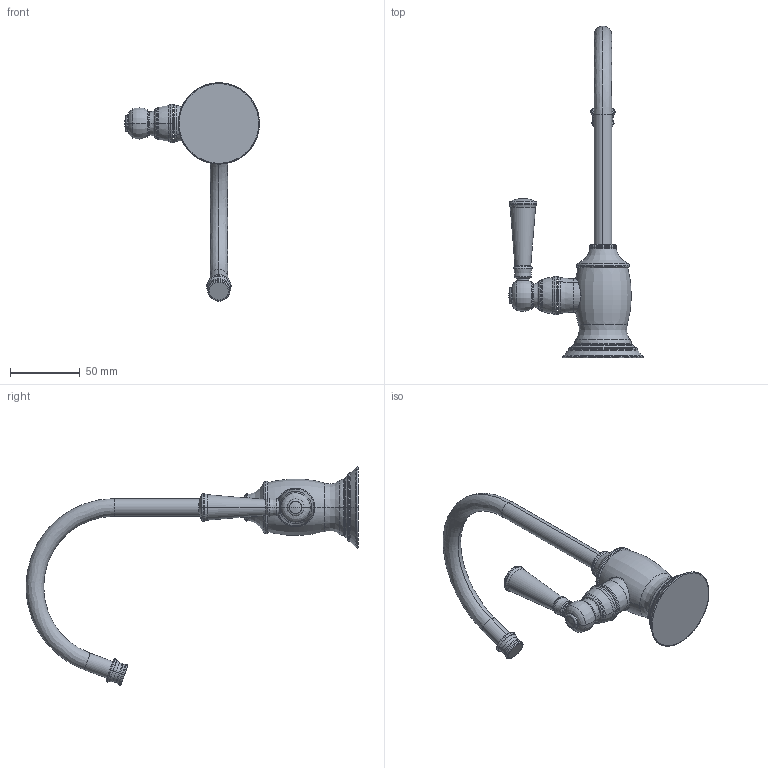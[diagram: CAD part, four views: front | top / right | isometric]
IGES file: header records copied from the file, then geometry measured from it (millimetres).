
Start section:  PTC IGES file: 2470-5623.igs
Global section: file name: 2470-5623.igs; native system: Creo Parametric by PTC Inc.; preprocessor: 2018400; author: jinson.thomas; organization: Unknown; date: 20210421.144456; units: inch
Bounding box: 97.16 x 238.86 x 157.08 mm (x, y, z)
Volume: 159205.9 mm3; surface area: 32806.2 mm2
Topology: 1 solids, 1 shells, 165 faces, 332 edges, 177 vertices
Faces by surface type: revolution 152, bspline 13
